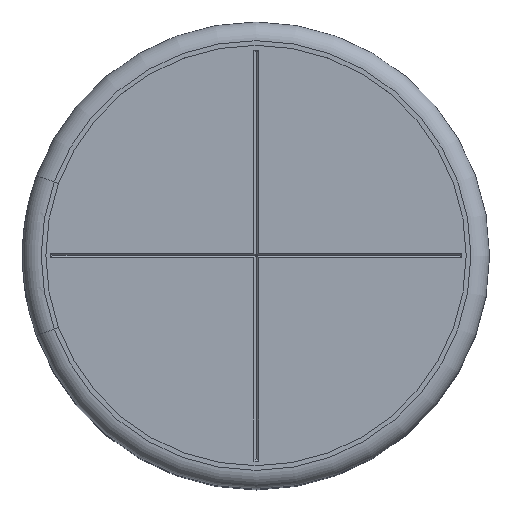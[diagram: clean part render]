
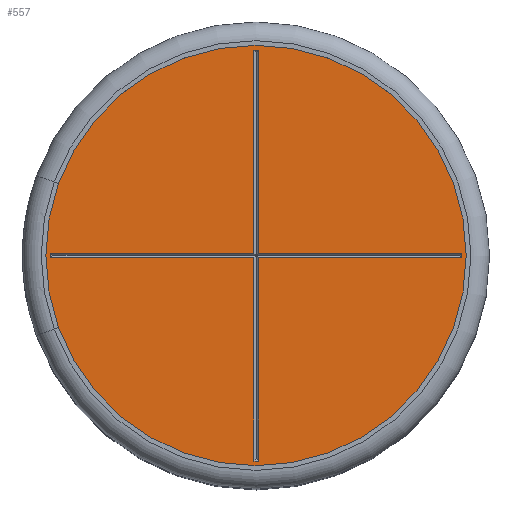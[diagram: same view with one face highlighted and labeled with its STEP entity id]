
A CAD part, top view. The second image highlights one B-rep face of the part: STEP entity #557.
In plain terms, the highlighted planar face has unit normal (0, 0, 1).
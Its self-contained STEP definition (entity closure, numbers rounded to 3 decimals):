
#557=ADVANCED_FACE('',(#1234,#1236),#1238,.T.);
#1234=FACE_BOUND('',#1235,.T.);
#1235=EDGE_LOOP('',(#1795));
#1236=FACE_BOUND('',#1237,.T.);
#1237=EDGE_LOOP('',(#1796,#1797,#1798,#1799,#1800,#1801,#1802,#1803,#1804,#1805,
#1806,#1807));
#1238=PLANE('',#1239);
#1239=AXIS2_PLACEMENT_3D('',#1240,#1241,#1242);
#1240=CARTESIAN_POINT('',(0.,0.,11.9));
#1241=DIRECTION('',(0.,0.,1.));
#1242=DIRECTION('',(1.,0.,0.));
#1795=ORIENTED_EDGE('',*,*,#2087,.T.);
#1796=ORIENTED_EDGE('',*,*,#2113,.T.);
#1797=ORIENTED_EDGE('',*,*,#2114,.T.);
#1798=ORIENTED_EDGE('',*,*,#2115,.T.);
#1799=ORIENTED_EDGE('',*,*,#2116,.T.);
#1800=ORIENTED_EDGE('',*,*,#2117,.T.);
#1801=ORIENTED_EDGE('',*,*,#2118,.T.);
#1802=ORIENTED_EDGE('',*,*,#2119,.T.);
#1803=ORIENTED_EDGE('',*,*,#2120,.T.);
#1804=ORIENTED_EDGE('',*,*,#2121,.T.);
#1805=ORIENTED_EDGE('',*,*,#2122,.T.);
#1806=ORIENTED_EDGE('',*,*,#2123,.T.);
#1807=ORIENTED_EDGE('',*,*,#2124,.T.);
#2087=EDGE_CURVE('',#2434,#2434,#2435,.T.);
#2113=EDGE_CURVE('',#2472,#2473,#2474,.F.);
#2114=EDGE_CURVE('',#2473,#2475,#2476,.F.);
#2115=EDGE_CURVE('',#2475,#2477,#2478,.F.);
#2116=EDGE_CURVE('',#2477,#2479,#2480,.F.);
#2117=EDGE_CURVE('',#2479,#2481,#2482,.F.);
#2118=EDGE_CURVE('',#2481,#2483,#2484,.F.);
#2119=EDGE_CURVE('',#2483,#2485,#2486,.F.);
#2120=EDGE_CURVE('',#2485,#2487,#2488,.F.);
#2121=EDGE_CURVE('',#2487,#2489,#2490,.F.);
#2122=EDGE_CURVE('',#2489,#2491,#2492,.F.);
#2123=EDGE_CURVE('',#2491,#2493,#2494,.F.);
#2124=EDGE_CURVE('',#2493,#2472,#2495,.F.);
#2434=VERTEX_POINT('',#3474);
#2435=CIRCLE('',#3475,4.5);
#2472=VERTEX_POINT('',#3643);
#2473=VERTEX_POINT('',#3644);
#2474=LINE('',#3645,#3646);
#2475=VERTEX_POINT('',#3648);
#2476=LINE('',#3649,#3650);
#2477=VERTEX_POINT('',#3652);
#2478=LINE('',#3653,#3654);
#2479=VERTEX_POINT('',#3656);
#2480=LINE('',#3657,#3658);
#2481=VERTEX_POINT('',#3660);
#2482=LINE('',#3661,#3662);
#2483=VERTEX_POINT('',#3664);
#2484=LINE('',#3665,#3666);
#2485=VERTEX_POINT('',#3668);
#2486=LINE('',#3669,#3670);
#2487=VERTEX_POINT('',#3672);
#2488=LINE('',#3673,#3674);
#2489=VERTEX_POINT('',#3676);
#2490=LINE('',#3677,#3678);
#2491=VERTEX_POINT('',#3680);
#2492=LINE('',#3681,#3682);
#2493=VERTEX_POINT('',#3684);
#2494=LINE('',#3685,#3686);
#2495=LINE('',#3688,#3689);
#3474=CARTESIAN_POINT('',(4.5,0.,11.9));
#3475=AXIS2_PLACEMENT_3D('',#3476,#3477,#3478);
#3476=CARTESIAN_POINT('',(0.,0.,11.9));
#3477=DIRECTION('',(0.,0.,1.));
#3478=DIRECTION('',(1.,0.,0.));
#3643=CARTESIAN_POINT('',(-0.046,-0.05,11.9));
#3644=CARTESIAN_POINT('',(-4.396,-0.05,11.9));
#3645=CARTESIAN_POINT('',(-4.396,-0.05,11.9));
#3646=VECTOR('',#3647,1.);
#3647=DIRECTION('',(1.,0.,0.));
#3648=CARTESIAN_POINT('',(-4.396,0.05,11.9));
#3649=CARTESIAN_POINT('',(-4.396,0.05,11.9));
#3650=VECTOR('',#3651,1.);
#3651=DIRECTION('',(0.,-1.,0.));
#3652=CARTESIAN_POINT('',(-0.046,0.05,11.9));
#3653=CARTESIAN_POINT('',(-0.046,0.05,11.9));
#3654=VECTOR('',#3655,1.);
#3655=DIRECTION('',(-1.,0.,0.));
#3656=CARTESIAN_POINT('',(-0.046,4.4,11.9));
#3657=CARTESIAN_POINT('',(-0.046,4.4,11.9));
#3658=VECTOR('',#3659,1.);
#3659=DIRECTION('',(0.,-1.,0.));
#3660=CARTESIAN_POINT('',(0.054,4.4,11.9));
#3661=CARTESIAN_POINT('',(0.054,4.4,11.9));
#3662=VECTOR('',#3663,1.);
#3663=DIRECTION('',(-1.,0.,0.));
#3664=CARTESIAN_POINT('',(0.054,0.05,11.9));
#3665=CARTESIAN_POINT('',(0.054,0.05,11.9));
#3666=VECTOR('',#3667,1.);
#3667=DIRECTION('',(0.,1.,0.));
#3668=CARTESIAN_POINT('',(4.404,0.05,11.9));
#3669=CARTESIAN_POINT('',(4.404,0.05,11.9));
#3670=VECTOR('',#3671,1.);
#3671=DIRECTION('',(-1.,0.,0.));
#3672=CARTESIAN_POINT('',(4.404,-0.05,11.9));
#3673=CARTESIAN_POINT('',(4.404,-0.05,11.9));
#3674=VECTOR('',#3675,1.);
#3675=DIRECTION('',(0.,1.,0.));
#3676=CARTESIAN_POINT('',(0.054,-0.05,11.9));
#3677=CARTESIAN_POINT('',(0.054,-0.05,11.9));
#3678=VECTOR('',#3679,1.);
#3679=DIRECTION('',(1.,0.,0.));
#3680=CARTESIAN_POINT('',(0.054,-4.4,11.9));
#3681=CARTESIAN_POINT('',(0.054,-4.4,11.9));
#3682=VECTOR('',#3683,1.);
#3683=DIRECTION('',(0.,1.,0.));
#3684=CARTESIAN_POINT('',(-0.046,-4.4,11.9));
#3685=CARTESIAN_POINT('',(-0.046,-4.4,11.9));
#3686=VECTOR('',#3687,1.);
#3687=DIRECTION('',(1.,0.,0.));
#3688=CARTESIAN_POINT('',(-0.046,-0.05,11.9));
#3689=VECTOR('',#3690,1.);
#3690=DIRECTION('',(0.,-1.,0.));
